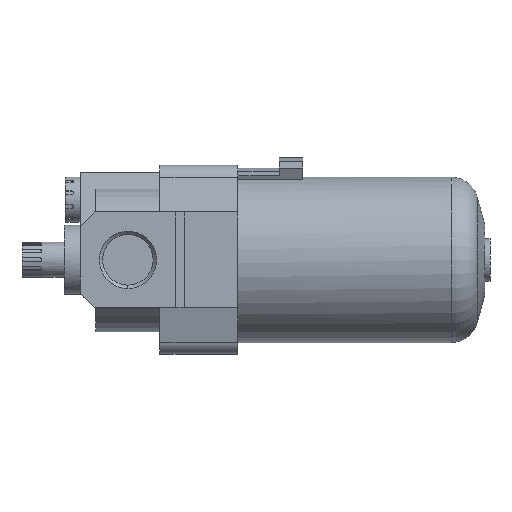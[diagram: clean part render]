
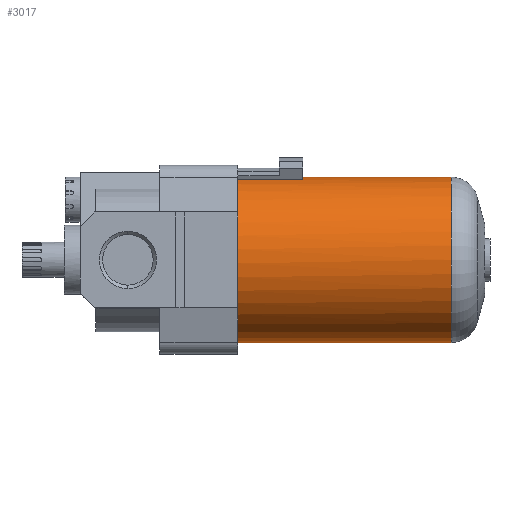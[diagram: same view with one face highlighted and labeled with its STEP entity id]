
A CAD part, left-side view. The second image highlights one B-rep face of the part: STEP entity #3017.
In plain terms, the highlighted cylindrical face has radius 31.1 mm (diameter 62.2 mm), a partial arc.
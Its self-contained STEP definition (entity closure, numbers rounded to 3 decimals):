
#434 = ORIENTED_EDGE ( 'NONE', *, *, #6925, .T. ) ;
#707 = CARTESIAN_POINT ( 'NONE',  ( -7.82, -41.3, 30.101 ) ) ;
#819 = ORIENTED_EDGE ( 'NONE', *, *, #2297, .T. ) ;
#855 = DIRECTION ( 'NONE',  ( 0., 1., 0. ) ) ;
#1218 = CIRCLE ( 'NONE', #1895, 31.1 ) ;
#1232 = CARTESIAN_POINT ( 'NONE',  ( 0., -136.1, 31.1 ) ) ;
#1313 = DIRECTION ( 'NONE',  ( 0., 1., 0. ) ) ;
#1453 = CARTESIAN_POINT ( 'NONE',  ( 0., -41.3, -31.1 ) ) ;
#1498 = VERTEX_POINT ( 'NONE', #1716 ) ;
#1524 = DIRECTION ( 'NONE',  ( 0., 1., 0. ) ) ;
#1601 = CARTESIAN_POINT ( 'NONE',  ( -7.82, -65.75, 30.101 ) ) ;
#1716 = CARTESIAN_POINT ( 'NONE',  ( 0., -65.75, 31.1 ) ) ;
#1779 = VERTEX_POINT ( 'NONE', #5121 ) ;
#1886 = CARTESIAN_POINT ( 'NONE',  ( 0., -65.75, 0. ) ) ;
#1895 = AXIS2_PLACEMENT_3D ( 'NONE', #1886, #6254, #2513 ) ;
#1898 = VECTOR ( 'NONE', #7482, 1000. ) ;
#2018 = DIRECTION ( 'NONE',  ( 0., 1., 0. ) ) ;
#2171 = VECTOR ( 'NONE', #2018, 1000. ) ;
#2297 = EDGE_CURVE ( 'NONE', #7034, #1498, #3547, .T. ) ;
#2319 = EDGE_CURVE ( 'NONE', #1498, #7460, #1218, .T. ) ;
#2385 = EDGE_CURVE ( 'NONE', #6000, #4197, #3163, .T. ) ;
#2484 = VECTOR ( 'NONE', #855, 1000. ) ;
#2513 = DIRECTION ( 'NONE',  ( 0., 0., -1. ) ) ;
#2707 = EDGE_CURVE ( 'NONE', #1779, #6000, #4316, .T. ) ;
#2769 = ORIENTED_EDGE ( 'NONE', *, *, #2319, .T. ) ;
#3017 = ADVANCED_FACE ( 'NONE', ( #7364 ), #6788, .T. ) ;
#3051 = ORIENTED_EDGE ( 'NONE', *, *, #4359, .T. ) ;
#3163 = CIRCLE ( 'NONE', #4385, 31.1 ) ;
#3233 = CARTESIAN_POINT ( 'NONE',  ( -7.82, -136.1, 30.101 ) ) ;
#3314 = CIRCLE ( 'NONE', #5986, 31.1 ) ;
#3547 = LINE ( 'NONE', #1232, #1898 ) ;
#3641 = CARTESIAN_POINT ( 'NONE',  ( 0., -121.498, 31.1 ) ) ;
#4002 = LINE ( 'NONE', #3233, #2171 ) ;
#4197 = VERTEX_POINT ( 'NONE', #707 ) ;
#4227 = CARTESIAN_POINT ( 'NONE',  ( 0., -136.1, 0. ) ) ;
#4316 = LINE ( 'NONE', #5233, #2484 ) ;
#4359 = EDGE_CURVE ( 'NONE', #1779, #7034, #3314, .T. ) ;
#4385 = AXIS2_PLACEMENT_3D ( 'NONE', #5049, #1313, #5675 ) ;
#5049 = CARTESIAN_POINT ( 'NONE',  ( 0., -41.3, 0. ) ) ;
#5121 = CARTESIAN_POINT ( 'NONE',  ( 0., -121.498, -31.1 ) ) ;
#5233 = CARTESIAN_POINT ( 'NONE',  ( 0., -136.1, -31.1 ) ) ;
#5261 = CARTESIAN_POINT ( 'NONE',  ( 0., -121.498, 0. ) ) ;
#5497 = DIRECTION ( 'NONE',  ( 0., 1., 0. ) ) ;
#5675 = DIRECTION ( 'NONE',  ( 0., 0., 1. ) ) ;
#5798 = ORIENTED_EDGE ( 'NONE', *, *, #2707, .F. ) ;
#5885 = DIRECTION ( 'NONE',  ( 0., 0., 1. ) ) ;
#5986 = AXIS2_PLACEMENT_3D ( 'NONE', #5261, #1524, #5885 ) ;
#6000 = VERTEX_POINT ( 'NONE', #1453 ) ;
#6254 = DIRECTION ( 'NONE',  ( 0., -1., 0. ) ) ;
#6471 = EDGE_LOOP ( 'NONE', ( #5798, #3051, #819, #2769, #434, #7221 ) ) ;
#6615 = AXIS2_PLACEMENT_3D ( 'NONE', #4227, #5497, #7385 ) ;
#6788 = CYLINDRICAL_SURFACE ( 'NONE', #6615, 31.1 ) ;
#6925 = EDGE_CURVE ( 'NONE', #7460, #4197, #4002, .T. ) ;
#7034 = VERTEX_POINT ( 'NONE', #3641 ) ;
#7221 = ORIENTED_EDGE ( 'NONE', *, *, #2385, .F. ) ;
#7364 = FACE_OUTER_BOUND ( 'NONE', #6471, .T. ) ;
#7385 = DIRECTION ( 'NONE',  ( 0., 0., 1. ) ) ;
#7460 = VERTEX_POINT ( 'NONE', #1601 ) ;
#7482 = DIRECTION ( 'NONE',  ( 0., 1., 0. ) ) ;
